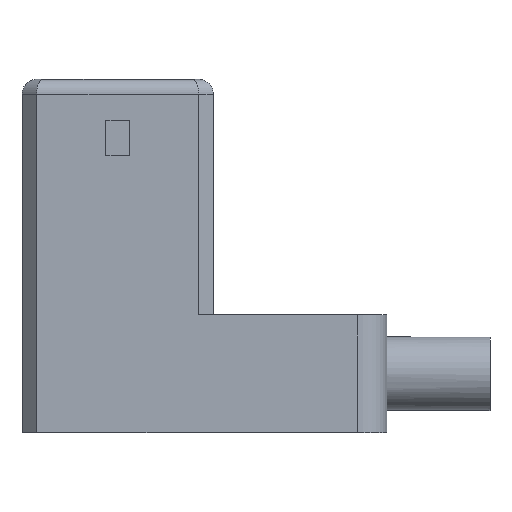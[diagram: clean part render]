
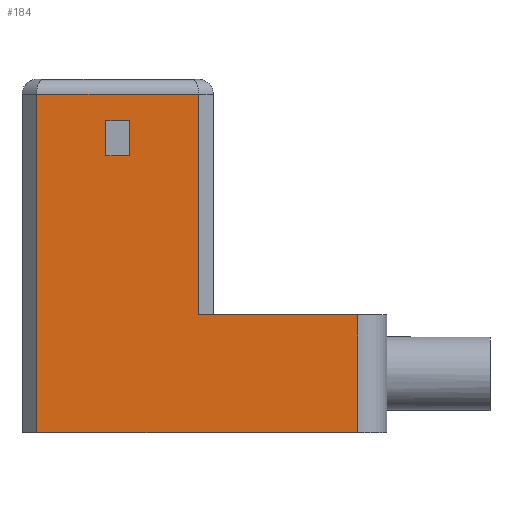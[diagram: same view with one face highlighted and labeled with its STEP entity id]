
A CAD part, left-side view. The second image highlights one B-rep face of the part: STEP entity #184.
In plain terms, the highlighted planar face has unit normal (-1, 0, 0).
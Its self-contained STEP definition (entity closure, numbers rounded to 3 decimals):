
#115=FACE_BOUND('',#419,.T.);
#116=FACE_BOUND('',#420,.T.);
#184=ADVANCED_FACE('',(#115,#116),#271,.F.);
#271=PLANE('',#1751);
#419=EDGE_LOOP('',(#583,#584,#585,#586));
#420=EDGE_LOOP('',(#587,#588,#589,#590,#591,#592));
#583=ORIENTED_EDGE('',*,*,#1191,.T.);
#584=ORIENTED_EDGE('',*,*,#1192,.T.);
#585=ORIENTED_EDGE('',*,*,#1193,.T.);
#586=ORIENTED_EDGE('',*,*,#1194,.T.);
#587=ORIENTED_EDGE('',*,*,#1195,.T.);
#588=ORIENTED_EDGE('',*,*,#1196,.T.);
#589=ORIENTED_EDGE('',*,*,#1197,.T.);
#590=ORIENTED_EDGE('',*,*,#1198,.T.);
#591=ORIENTED_EDGE('',*,*,#1199,.T.);
#592=ORIENTED_EDGE('',*,*,#1200,.F.);
#1035=VERTEX_POINT('',#2471);
#1036=VERTEX_POINT('',#2472);
#1037=VERTEX_POINT('',#2474);
#1038=VERTEX_POINT('',#2476);
#1039=VERTEX_POINT('',#2479);
#1040=VERTEX_POINT('',#2480);
#1041=VERTEX_POINT('',#2482);
#1042=VERTEX_POINT('',#2484);
#1043=VERTEX_POINT('',#2486);
#1044=VERTEX_POINT('',#2488);
#1191=EDGE_CURVE('',#1035,#1036,#1414,.T.);
#1192=EDGE_CURVE('',#1036,#1037,#1415,.T.);
#1193=EDGE_CURVE('',#1037,#1038,#1416,.T.);
#1194=EDGE_CURVE('',#1038,#1035,#1417,.T.);
#1195=EDGE_CURVE('',#1039,#1040,#1418,.T.);
#1196=EDGE_CURVE('',#1040,#1041,#1419,.T.);
#1197=EDGE_CURVE('',#1041,#1042,#1420,.T.);
#1198=EDGE_CURVE('',#1042,#1043,#1421,.T.);
#1199=EDGE_CURVE('',#1043,#1044,#1422,.T.);
#1200=EDGE_CURVE('',#1039,#1044,#1423,.T.);
#1414=LINE('',#2470,#1604);
#1415=LINE('',#2473,#1605);
#1416=LINE('',#2475,#1606);
#1417=LINE('',#2477,#1607);
#1418=LINE('',#2478,#1608);
#1419=LINE('',#2481,#1609);
#1420=LINE('',#2483,#1610);
#1421=LINE('',#2485,#1611);
#1422=LINE('',#2487,#1612);
#1423=LINE('',#2489,#1613);
#1604=VECTOR('',#1949,1.);
#1605=VECTOR('',#1950,1.);
#1606=VECTOR('',#1951,1.);
#1607=VECTOR('',#1952,1.);
#1608=VECTOR('',#1953,1.);
#1609=VECTOR('',#1954,1.);
#1610=VECTOR('',#1955,1.);
#1611=VECTOR('',#1956,1.);
#1612=VECTOR('',#1957,1.);
#1613=VECTOR('',#1958,1.);
#1751=AXIS2_PLACEMENT_3D('',#2490,#1959,#1960);
#1949=DIRECTION('',(0.,-1.,0.));
#1950=DIRECTION('',(0.,0.,-1.));
#1951=DIRECTION('',(0.,1.,0.));
#1952=DIRECTION('',(0.,0.,1.));
#1953=DIRECTION('',(0.,0.,1.));
#1954=DIRECTION('',(0.,1.,0.));
#1955=DIRECTION('',(0.,0.,-1.));
#1956=DIRECTION('',(0.,-1.,0.));
#1957=DIRECTION('',(0.,0.,1.));
#1958=DIRECTION('',(0.,-1.,0.));
#1959=DIRECTION('',(1.,0.,0.));
#1960=DIRECTION('',(0.,0.,-1.));
#2470=CARTESIAN_POINT('',(-6.85,9.55,10.6));
#2471=CARTESIAN_POINT('',(-6.85,9.55,10.6));
#2472=CARTESIAN_POINT('',(-6.85,8.75,10.6));
#2473=CARTESIAN_POINT('',(-6.85,8.75,10.6));
#2474=CARTESIAN_POINT('',(-6.85,8.75,9.4));
#2475=CARTESIAN_POINT('',(-6.85,8.75,9.4));
#2476=CARTESIAN_POINT('',(-6.85,9.55,9.4));
#2477=CARTESIAN_POINT('',(-6.85,9.55,9.4));
#2478=CARTESIAN_POINT('',(-6.85,6.4,4.));
#2479=CARTESIAN_POINT('',(-6.85,6.4,4.));
#2480=CARTESIAN_POINT('',(-6.85,6.4,11.5));
#2481=CARTESIAN_POINT('',(-6.85,11.9,11.5));
#2482=CARTESIAN_POINT('',(-6.85,11.9,11.5));
#2483=CARTESIAN_POINT('',(-6.85,11.9,4.));
#2484=CARTESIAN_POINT('',(-6.85,11.9,0.));
#2485=CARTESIAN_POINT('',(-6.85,12.4,0.));
#2486=CARTESIAN_POINT('',(-6.85,1.,0.));
#2487=CARTESIAN_POINT('',(-6.85,1.,4.));
#2488=CARTESIAN_POINT('',(-6.85,1.,4.));
#2489=CARTESIAN_POINT('',(-6.85,12.4,4.));
#2490=CARTESIAN_POINT('',(-6.85,12.4,4.));
